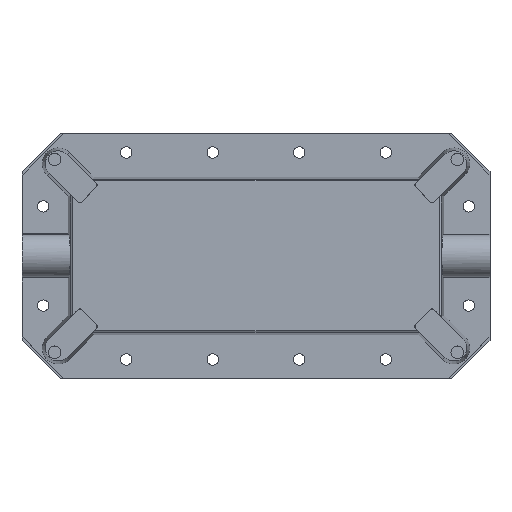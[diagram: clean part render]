
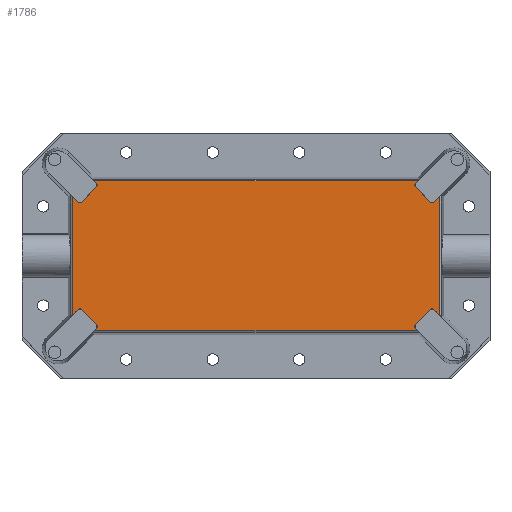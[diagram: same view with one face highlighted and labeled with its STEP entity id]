
A CAD part, top view. The second image highlights one B-rep face of the part: STEP entity #1786.
In plain terms, the highlighted planar face has unit normal (0, 0, 1).
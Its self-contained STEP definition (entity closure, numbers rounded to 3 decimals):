
#1786=ADVANCED_FACE('',(#4877),#4879,.F.);
#4877=FACE_BOUND('',#4878,.T.);
#4878=EDGE_LOOP('',(#7164,#7165,#7166,#7167,#7168,#7169,#7170,#7171,#7172,#7173,
#7174,#7175,#7176,#7177,#7178,#7179,#7180,#7181,#7182,#7183,#7184,#7185,#7186,#7187));
#4879=PLANE('',#4880);
#4880=AXIS2_PLACEMENT_3D('',#4881,#4882,#4883);
#4881=CARTESIAN_POINT('',(0.,0.,52.));
#4882=DIRECTION('',(-0.,0.,-1.));
#4883=DIRECTION('',(-1.,0.,0.));
#7164=ORIENTED_EDGE('',*,*,#8235,.F.);
#7165=ORIENTED_EDGE('',*,*,#8094,.F.);
#7166=ORIENTED_EDGE('',*,*,#8236,.F.);
#7167=ORIENTED_EDGE('',*,*,#8237,.F.);
#7168=ORIENTED_EDGE('',*,*,#8238,.F.);
#7169=ORIENTED_EDGE('',*,*,#8084,.F.);
#7170=ORIENTED_EDGE('',*,*,#8239,.F.);
#7171=ORIENTED_EDGE('',*,*,#8080,.F.);
#7172=ORIENTED_EDGE('',*,*,#8240,.F.);
#7173=ORIENTED_EDGE('',*,*,#8241,.F.);
#7174=ORIENTED_EDGE('',*,*,#8242,.F.);
#7175=ORIENTED_EDGE('',*,*,#8070,.F.);
#7176=ORIENTED_EDGE('',*,*,#8234,.F.);
#7177=ORIENTED_EDGE('',*,*,#8121,.F.);
#7178=ORIENTED_EDGE('',*,*,#8243,.F.);
#7179=ORIENTED_EDGE('',*,*,#8244,.F.);
#7180=ORIENTED_EDGE('',*,*,#8245,.F.);
#7181=ORIENTED_EDGE('',*,*,#8112,.F.);
#7182=ORIENTED_EDGE('',*,*,#8246,.F.);
#7183=ORIENTED_EDGE('',*,*,#8108,.F.);
#7184=ORIENTED_EDGE('',*,*,#8247,.F.);
#7185=ORIENTED_EDGE('',*,*,#8248,.F.);
#7186=ORIENTED_EDGE('',*,*,#8249,.F.);
#7187=ORIENTED_EDGE('',*,*,#8098,.F.);
#8070=EDGE_CURVE('',#8982,#8984,#8985,.F.);
#8080=EDGE_CURVE('',#9000,#8995,#9002,.F.);
#8084=EDGE_CURVE('',#9006,#9008,#9009,.F.);
#8094=EDGE_CURVE('',#9024,#9019,#9026,.F.);
#8098=EDGE_CURVE('',#9030,#9032,#9033,.F.);
#8108=EDGE_CURVE('',#9048,#9043,#9050,.F.);
#8112=EDGE_CURVE('',#9054,#9056,#9057,.F.);
#8121=EDGE_CURVE('',#9070,#9066,#9072,.F.);
#8234=EDGE_CURVE('',#9066,#8982,#9277,.T.);
#8235=EDGE_CURVE('',#9019,#9030,#9278,.T.);
#8236=EDGE_CURVE('',#9279,#9024,#9280,.F.);
#8237=EDGE_CURVE('',#9281,#9279,#9282,.F.);
#8238=EDGE_CURVE('',#9008,#9281,#9283,.F.);
#8239=EDGE_CURVE('',#8995,#9006,#9284,.T.);
#8240=EDGE_CURVE('',#9285,#9000,#9286,.F.);
#8241=EDGE_CURVE('',#9287,#9285,#9288,.F.);
#8242=EDGE_CURVE('',#8984,#9287,#9289,.F.);
#8243=EDGE_CURVE('',#9290,#9070,#9291,.F.);
#8244=EDGE_CURVE('',#9292,#9290,#9293,.F.);
#8245=EDGE_CURVE('',#9056,#9292,#9294,.F.);
#8246=EDGE_CURVE('',#9043,#9054,#9295,.T.);
#8247=EDGE_CURVE('',#9296,#9048,#9297,.F.);
#8248=EDGE_CURVE('',#9298,#9296,#9299,.F.);
#8249=EDGE_CURVE('',#9032,#9298,#9300,.F.);
#8982=VERTEX_POINT('',#10865);
#8984=VERTEX_POINT('',#10870);
#8985=LINE('',#10871,#10872);
#8995=VERTEX_POINT('',#10899);
#9000=VERTEX_POINT('',#10911);
#9002=LINE('',#10915,#10916);
#9006=VERTEX_POINT('',#10925);
#9008=VERTEX_POINT('',#10930);
#9009=LINE('',#10931,#10932);
#9019=VERTEX_POINT('',#10959);
#9024=VERTEX_POINT('',#10971);
#9026=LINE('',#10975,#10976);
#9030=VERTEX_POINT('',#10985);
#9032=VERTEX_POINT('',#10990);
#9033=LINE('',#10991,#10992);
#9043=VERTEX_POINT('',#11019);
#9048=VERTEX_POINT('',#11031);
#9050=LINE('',#11035,#11036);
#9054=VERTEX_POINT('',#11045);
#9056=VERTEX_POINT('',#11050);
#9057=LINE('',#11051,#11052);
#9066=VERTEX_POINT('',#11078);
#9070=VERTEX_POINT('',#11087);
#9072=LINE('',#11091,#11092);
#9277=LINE('',#11588,#11589);
#9278=LINE('',#11591,#11592);
#9279=VERTEX_POINT('',#11594);
#9280=CIRCLE('',#11595,1.696);
#9281=VERTEX_POINT('',#11599);
#9282=LINE('',#11600,#11601);
#9283=CIRCLE('',#11603,1.696);
#9284=LINE('',#11607,#11608);
#9285=VERTEX_POINT('',#11610);
#9286=CIRCLE('',#11611,1.696);
#9287=VERTEX_POINT('',#11615);
#9288=LINE('',#11616,#11617);
#9289=CIRCLE('',#11619,1.696);
#9290=VERTEX_POINT('',#11623);
#9291=CIRCLE('',#11624,1.696);
#9292=VERTEX_POINT('',#11628);
#9293=LINE('',#11629,#11630);
#9294=CIRCLE('',#11632,1.696);
#9295=LINE('',#11636,#11637);
#9296=VERTEX_POINT('',#11639);
#9297=CIRCLE('',#11640,1.696);
#9298=VERTEX_POINT('',#11644);
#9299=LINE('',#11645,#11646);
#9300=CIRCLE('',#11648,1.696);
#10865=CARTESIAN_POINT('',(129.553,-42.049,52.));
#10870=CARTESIAN_POINT('',(125.323,-37.819,52.));
#10871=CARTESIAN_POINT('',(125.323,-37.819,52.));
#10872=VECTOR('',#10873,1.);
#10873=DIRECTION('',(0.707,-0.707,0.));
#10899=CARTESIAN_POINT('',(114.298,-52.803,52.));
#10911=CARTESIAN_POINT('',(112.549,-51.054,52.));
#10915=CARTESIAN_POINT('',(114.298,-52.803,52.));
#10916=VECTOR('',#10917,1.);
#10917=DIRECTION('',(-0.707,0.707,0.));
#10925=CARTESIAN_POINT('',(-114.298,-52.803,52.));
#10930=CARTESIAN_POINT('',(-112.549,-51.054,52.));
#10931=CARTESIAN_POINT('',(-112.549,-51.054,52.));
#10932=VECTOR('',#10933,1.);
#10933=DIRECTION('',(-0.707,-0.707,0.));
#10959=CARTESIAN_POINT('',(-129.553,-42.049,52.));
#10971=CARTESIAN_POINT('',(-125.323,-37.819,52.));
#10975=CARTESIAN_POINT('',(-129.553,-42.049,52.));
#10976=VECTOR('',#10977,1.);
#10977=DIRECTION('',(0.707,0.707,0.));
#10985=CARTESIAN_POINT('',(-129.553,42.049,52.));
#10990=CARTESIAN_POINT('',(-125.323,37.819,52.));
#10991=CARTESIAN_POINT('',(-125.323,37.819,52.));
#10992=VECTOR('',#10993,1.);
#10993=DIRECTION('',(-0.707,0.707,0.));
#11019=CARTESIAN_POINT('',(-114.298,52.803,52.));
#11031=CARTESIAN_POINT('',(-112.549,51.054,52.));
#11035=CARTESIAN_POINT('',(-114.298,52.803,52.));
#11036=VECTOR('',#11037,1.);
#11037=DIRECTION('',(0.707,-0.707,0.));
#11045=CARTESIAN_POINT('',(114.298,52.803,52.));
#11050=CARTESIAN_POINT('',(112.549,51.054,52.));
#11051=CARTESIAN_POINT('',(112.549,51.054,52.));
#11052=VECTOR('',#11053,1.);
#11053=DIRECTION('',(0.707,0.707,0.));
#11078=CARTESIAN_POINT('',(129.553,42.049,52.));
#11087=CARTESIAN_POINT('',(125.323,37.819,52.));
#11091=CARTESIAN_POINT('',(129.553,42.049,52.));
#11092=VECTOR('',#11093,1.);
#11093=DIRECTION('',(-0.707,-0.707,0.));
#11588=CARTESIAN_POINT('',(129.553,42.049,52.));
#11589=VECTOR('',#11590,1.);
#11590=DIRECTION('',(0.,-1.,0.));
#11591=CARTESIAN_POINT('',(-129.553,-42.049,52.));
#11592=VECTOR('',#11593,1.);
#11593=DIRECTION('',(0.,1.,0.));
#11594=CARTESIAN_POINT('',(-122.899,-37.845,52.));
#11595=AXIS2_PLACEMENT_3D('',#11596,#11597,#11598);
#11596=CARTESIAN_POINT('',(-124.124,-39.017,52.));
#11597=DIRECTION('',(0.,0.,-1.));
#11598=DIRECTION('',(-0.707,0.707,0.));
#11599=CARTESIAN_POINT('',(-112.523,-48.682,52.));
#11600=CARTESIAN_POINT('',(-122.899,-37.845,52.));
#11601=VECTOR('',#11602,1.);
#11602=DIRECTION('',(0.692,-0.722,0.));
#11603=AXIS2_PLACEMENT_3D('',#11604,#11605,#11606);
#11604=CARTESIAN_POINT('',(-113.748,-49.855,52.));
#11605=DIRECTION('',(0.,0.,-1.));
#11606=DIRECTION('',(0.722,0.692,0.));
#11607=CARTESIAN_POINT('',(114.298,-52.803,52.));
#11608=VECTOR('',#11609,1.);
#11609=DIRECTION('',(-1.,0.,0.));
#11610=CARTESIAN_POINT('',(112.523,-48.682,52.));
#11611=AXIS2_PLACEMENT_3D('',#11612,#11613,#11614);
#11612=CARTESIAN_POINT('',(113.748,-49.855,52.));
#11613=DIRECTION('',(-0.,0.,-1.));
#11614=DIRECTION('',(-0.707,-0.707,0.));
#11615=CARTESIAN_POINT('',(122.899,-37.845,52.));
#11616=CARTESIAN_POINT('',(112.523,-48.682,52.));
#11617=VECTOR('',#11618,1.);
#11618=DIRECTION('',(0.692,0.722,0.));
#11619=AXIS2_PLACEMENT_3D('',#11620,#11621,#11622);
#11620=CARTESIAN_POINT('',(124.124,-39.017,52.));
#11621=DIRECTION('',(0.,0.,-1.));
#11622=DIRECTION('',(-0.722,0.692,0.));
#11623=CARTESIAN_POINT('',(122.899,37.845,52.));
#11624=AXIS2_PLACEMENT_3D('',#11625,#11626,#11627);
#11625=CARTESIAN_POINT('',(124.124,39.017,52.));
#11626=DIRECTION('',(0.,-0.,-1.));
#11627=DIRECTION('',(0.707,-0.707,0.));
#11628=CARTESIAN_POINT('',(112.523,48.682,52.));
#11629=CARTESIAN_POINT('',(122.899,37.845,52.));
#11630=VECTOR('',#11631,1.);
#11631=DIRECTION('',(-0.692,0.722,0.));
#11632=AXIS2_PLACEMENT_3D('',#11633,#11634,#11635);
#11633=CARTESIAN_POINT('',(113.748,49.855,52.));
#11634=DIRECTION('',(-0.,0.,-1.));
#11635=DIRECTION('',(-0.722,-0.692,0.));
#11636=CARTESIAN_POINT('',(-114.298,52.803,52.));
#11637=VECTOR('',#11638,1.);
#11638=DIRECTION('',(1.,0.,0.));
#11639=CARTESIAN_POINT('',(-112.523,48.682,52.));
#11640=AXIS2_PLACEMENT_3D('',#11641,#11642,#11643);
#11641=CARTESIAN_POINT('',(-113.748,49.855,52.));
#11642=DIRECTION('',(0.,0.,-1.));
#11643=DIRECTION('',(0.707,0.707,0.));
#11644=CARTESIAN_POINT('',(-122.899,37.845,52.));
#11645=CARTESIAN_POINT('',(-112.523,48.682,52.));
#11646=VECTOR('',#11647,1.);
#11647=DIRECTION('',(-0.692,-0.722,0.));
#11648=AXIS2_PLACEMENT_3D('',#11649,#11650,#11651);
#11649=CARTESIAN_POINT('',(-124.124,39.017,52.));
#11650=DIRECTION('',(0.,-0.,-1.));
#11651=DIRECTION('',(0.722,-0.692,0.));
